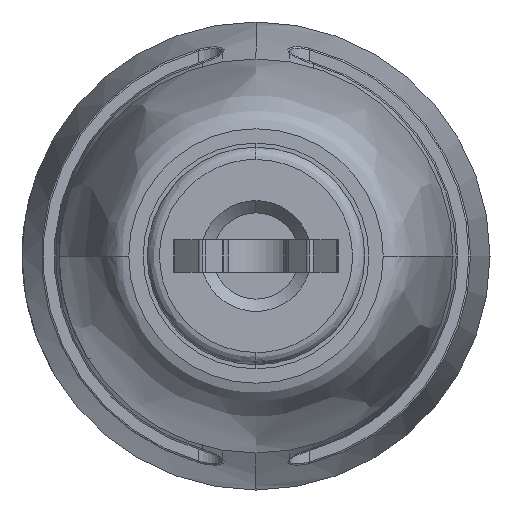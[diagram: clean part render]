
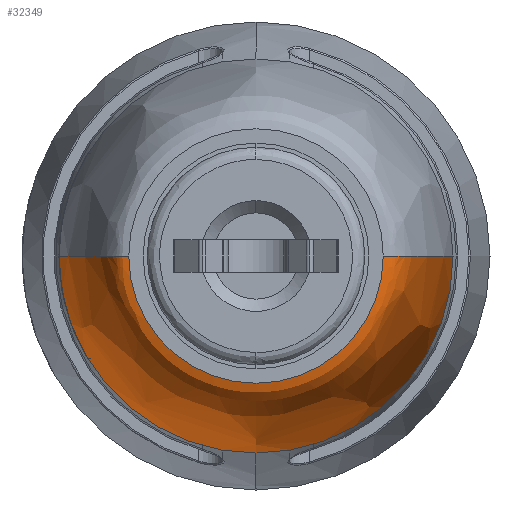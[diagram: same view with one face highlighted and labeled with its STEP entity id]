
A CAD part, left-side view. The second image highlights one B-rep face of the part: STEP entity #32349.
In plain terms, the highlighted free-form (B-spline) face has degree [3, 3] with [6, 4] control points.
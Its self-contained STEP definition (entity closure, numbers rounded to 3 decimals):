
#131 = EDGE_CURVE ( 'NONE', #25357, #36789, #32056, .T. ) ;
#403 = DIRECTION ( 'NONE',  ( 0., 0., 1. ) ) ;
#1755 = CARTESIAN_POINT ( 'NONE',  ( 4.822, 3.71, 0. ) ) ;
#2619 = ORIENTED_EDGE ( 'NONE', *, *, #2987, .T. ) ;
#2987 = EDGE_CURVE ( 'NONE', #25925, #25357, #17617, .T. ) ;
#3197 = CARTESIAN_POINT ( 'NONE',  ( 4.822, 3.1, -6.2 ) ) ;
#3473 = CARTESIAN_POINT ( 'NONE',  ( 13.822, 4.8, -9.6 ) ) ;
#3482 = DIRECTION ( 'NONE',  ( -1., 0., 0. ) ) ;
#3557 = CARTESIAN_POINT ( 'NONE',  ( 13.398, -4.8, 0. ) ) ;
#3583 = CIRCLE ( 'NONE', #28373, 3.1 ) ;
#6275 = CARTESIAN_POINT ( 'NONE',  ( 10.153, 4.759, 0. ) ) ;
#6557 = CARTESIAN_POINT ( 'NONE',  ( 10.153, -4.759, -9.518 ) ) ;
#6657 = ORIENTED_EDGE ( 'NONE', *, *, #7237, .T. ) ;
#7237 = EDGE_CURVE ( 'NONE', #20270, #25925, #33444, .T. ) ;
#8476 = ORIENTED_EDGE ( 'NONE', *, *, #32952, .F. ) ;
#9093 = AXIS2_PLACEMENT_3D ( 'NONE', #12660, #22515, #28534 ) ;
#9606 = CARTESIAN_POINT ( 'NONE',  ( 13.398, -4.8, -9.6 ) ) ;
#9874 = CARTESIAN_POINT ( 'NONE',  ( 13.398, 4.8, 0. ) ) ;
#10589 = CARTESIAN_POINT ( 'NONE',  ( 13.822, 0., -4.8 ) ) ;
#10962 = CARTESIAN_POINT ( 'NONE',  ( 4.822, 3.1, 0. ) ) ;
#11211 = CARTESIAN_POINT ( 'NONE',  ( 13.822, 0., 0. ) ) ;
#12633 = AXIS2_PLACEMENT_3D ( 'NONE', #11211, #36638, #20888 ) ;
#12660 = CARTESIAN_POINT ( 'NONE',  ( 13.822, 0., 0. ) ) ;
#12684 = CARTESIAN_POINT ( 'NONE',  ( 6.753, -4.294, -8.588 ) ) ;
#12964 = CARTESIAN_POINT ( 'NONE',  ( 13.822, -4.8, -9.6 ) ) ;
#13469 = CARTESIAN_POINT ( 'NONE',  ( 10.153, -4.759, 0. ) ) ;
#13964 = CARTESIAN_POINT ( 'NONE',  ( 10.153, 4.759, -9.518 ) ) ;
#14163 = CARTESIAN_POINT ( 'NONE',  ( 10.153, 4.759, 0. ) ) ;
#16009 = CARTESIAN_POINT ( 'NONE',  ( 13.398, 4.8, -9.6 ) ) ;
#16306 = CARTESIAN_POINT ( 'NONE',  ( 4.822, 3.1, 0. ) ) ;
#16759 = CARTESIAN_POINT ( 'NONE',  ( 4.822, -3.1, 0. ) ) ;
#16820 = CARTESIAN_POINT ( 'NONE',  ( 4.822, 0., 0. ) ) ;
#17617 = CIRCLE ( 'NONE', #12633, 4.8 ) ;
#18048 = CARTESIAN_POINT ( 'NONE',  ( 13.822, 4.8, 0. ) ) ;
#19116 = FACE_OUTER_BOUND ( 'NONE', #31900, .T. ) ;
#19203 = CARTESIAN_POINT ( 'NONE',  ( 13.822, -4.8, 0. ) ) ;
#19463 = CARTESIAN_POINT ( 'NONE',  ( 4.822, -3.71, -7.421 ) ) ;
#20270 = VERTEX_POINT ( 'NONE', #18048 ) ;
#20888 = DIRECTION ( 'NONE',  ( 0., 0., 1. ) ) ;
#22107 = CARTESIAN_POINT ( 'NONE',  ( 6.753, -4.294, 0. ) ) ;
#22394 = CARTESIAN_POINT ( 'NONE',  ( 10.153, -4.759, 0. ) ) ;
#22515 = DIRECTION ( 'NONE',  ( -1., 0., 0. ) ) ;
#22946 = CARTESIAN_POINT ( 'NONE',  ( 4.822, -3.1, 0. ) ) ;
#23905 = CARTESIAN_POINT ( 'NONE',  ( 13.822, 4.8, 0. ) ) ;
#25357 = VERTEX_POINT ( 'NONE', #30994 ) ;
#25646 = ORIENTED_EDGE ( 'NONE', *, *, #131, .T. ) ;
#25759 = CARTESIAN_POINT ( 'NONE',  ( 4.822, -3.1, 0. ) ) ;
#25839 = CARTESIAN_POINT ( 'NONE',  ( 6.753, -4.294, 0. ) ) ;
#25925 = VERTEX_POINT ( 'NONE', #10589 ) ;
#27385 = CARTESIAN_POINT ( 'NONE',  ( 6.753, 4.294, 0. ) ) ;
#28373 = AXIS2_PLACEMENT_3D ( 'NONE', #16820, #3482, #403 ) ;
#28534 = DIRECTION ( 'NONE',  ( 0., 0., 1. ) ) ;
#28830 = CARTESIAN_POINT ( 'NONE',  ( 6.753, 4.294, -8.588 ) ) ;
#29168 = VERTEX_POINT ( 'NONE', #16306 ) ;
#30037 = CARTESIAN_POINT ( 'NONE',  ( 13.398, 4.8, 0. ) ) ;
#30994 = CARTESIAN_POINT ( 'NONE',  ( 13.822, -4.8, 0. ) ) ;
#31900 = EDGE_LOOP ( 'NONE', ( #2619, #25646, #35103, #8476, #6657 ) ) ;
#32032 = CARTESIAN_POINT ( 'NONE',  ( 4.822, 3.71, 0. ) ) ;
#32056 = B_SPLINE_CURVE_WITH_KNOTS ( 'NONE', 3,
 ( #35697, #3557, #13469, #25839, #32383, #16759 ),
 .UNSPECIFIED., .F., .F.,
 ( 4, 1, 1, 4 ),
 ( 0., 0.429, 0.529, 1. ),
 .UNSPECIFIED. ) ;
#32349 = ADVANCED_FACE ( 'NONE', ( #19116 ), #38358, .F. ) ;
#32383 = CARTESIAN_POINT ( 'NONE',  ( 4.822, -3.71, 0. ) ) ;
#32952 = EDGE_CURVE ( 'NONE', #20270, #29168, #35795, .T. ) ;
#33444 = CIRCLE ( 'NONE', #9093, 4.8 ) ;
#33881 = EDGE_CURVE ( 'NONE', #29168, #36789, #3583, .T. ) ;
#35103 = ORIENTED_EDGE ( 'NONE', *, *, #33881, .F. ) ;
#35229 = CARTESIAN_POINT ( 'NONE',  ( 4.822, -3.71, 0. ) ) ;
#35365 = CARTESIAN_POINT ( 'NONE',  ( 4.822, 3.71, -7.421 ) ) ;
#35697 = CARTESIAN_POINT ( 'NONE',  ( 13.822, -4.8, 0. ) ) ;
#35795 = B_SPLINE_CURVE_WITH_KNOTS ( 'NONE', 3,
 ( #23905, #30037, #14163, #27385, #1755, #10962 ),
 .UNSPECIFIED., .F., .F.,
 ( 4, 1, 1, 4 ),
 ( 0., 0.429, 0.529, 1. ),
 .UNSPECIFIED. ) ;
#36638 = DIRECTION ( 'NONE',  ( -1., 0., 0. ) ) ;
#36789 = VERTEX_POINT ( 'NONE', #22946 ) ;
#38015 = CARTESIAN_POINT ( 'NONE',  ( 6.753, 4.294, 0. ) ) ;
#38150 = CARTESIAN_POINT ( 'NONE',  ( 13.398, -4.8, 0. ) ) ;
#38358 =( BOUNDED_SURFACE ( )  B_SPLINE_SURFACE ( 3, 3, ( 
 ( #38419, #3473, #12964, #19203 ),
 ( #9874, #16009, #9606, #38150 ),
 ( #6275, #13964, #6557, #22394 ),
 ( #38015, #28830, #12684, #22107 ),
 ( #32032, #35365, #19463, #35229 ),
 ( #41224, #3197, #38551, #25759 ) ),
 .UNSPECIFIED., .F., .F., .F. ) 
 B_SPLINE_SURFACE_WITH_KNOTS ( ( 4, 1, 1, 4 ),
 ( 4, 4 ),
 ( 0., 0.429, 0.529, 1. ),
 ( 0., 1. ),
 .UNSPECIFIED. ) 
 GEOMETRIC_REPRESENTATION_ITEM ( )  RATIONAL_B_SPLINE_SURFACE ( (
 ( 1., 0.333, 0.333, 1.),
 ( 1., 0.333, 0.333, 1.),
 ( 1., 0.333, 0.333, 1.),
 ( 1., 0.333, 0.333, 1.),
 ( 1., 0.333, 0.333, 1.),
 ( 1., 0.333, 0.333, 1.) ) ) 
 REPRESENTATION_ITEM ( '' )  SURFACE ( )  );
#38419 = CARTESIAN_POINT ( 'NONE',  ( 13.822, 4.8, 0. ) ) ;
#38551 = CARTESIAN_POINT ( 'NONE',  ( 4.822, -3.1, -6.2 ) ) ;
#41224 = CARTESIAN_POINT ( 'NONE',  ( 4.822, 3.1, 0. ) ) ;
